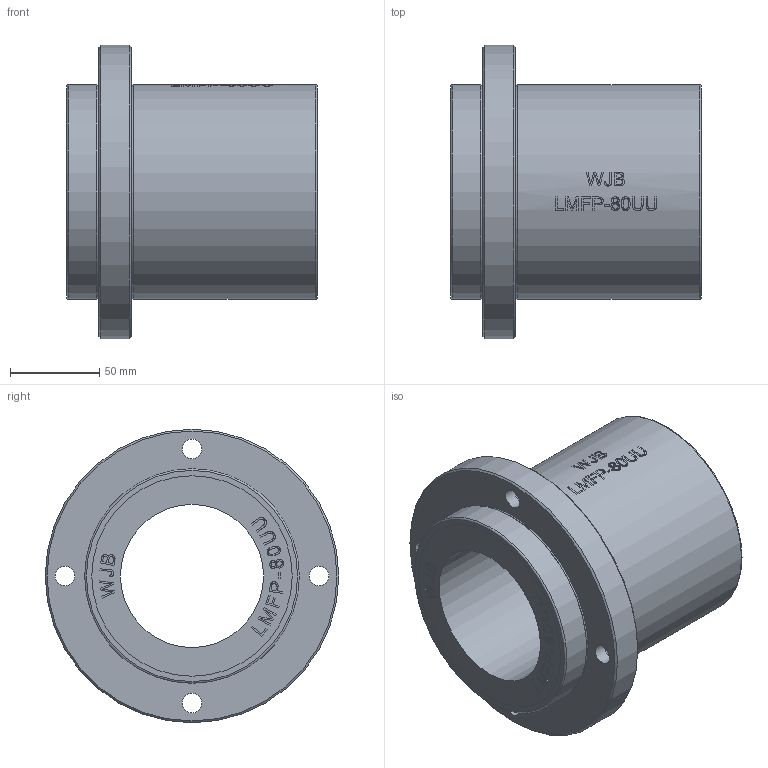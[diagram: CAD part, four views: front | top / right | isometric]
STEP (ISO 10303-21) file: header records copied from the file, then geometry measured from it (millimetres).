
FILE_DESCRIPTION(/* description */ (''),/* implementation_level */ '2;1');
FILE_NAME(/* name */ 'WJB-LMFP-80UU-2.stp',/* time_stamp */ '2019-01-26T19:02:03+08:00',/* author */ (''),/* organization */ (''),/* preprocessor_version */ 'ST-DEVELOPER v11',/* originating_system */ 'SIEMENS UGS NX 6.0',/* authorisation */ '');
FILE_SCHEMA (('CONFIG_CONTROL_DESIGN'));
Length unit declared in the file: millimetre
Products named in the file (1): ROCK97E1xpfd
Bounding box: 140 x 164 x 164 mm (x, y, z)
Volume: 1041479.6 mm3; surface area: 124937.8 mm2
Topology: 1 solids, 1 shells, 357 faces, 885 edges, 592 vertices
Faces by surface type: plane 208, extrusion 111, cylinder 32, torus 4, cone 2
Full cylindrical faces by diameter (mm): 11 x4, 17 x4, 80 x1, 112 x2, 120 x2, 164 x1
Entity records: 13799 total; most frequent: CARTESIAN_POINT 5865, ORIENTED_EDGE 1714, DIRECTION 1224, EDGE_CURVE 857, VERTEX_POINT 584, VECTOR 546, EDGE_LOOP 449, B_SPLINE_CURVE_WITH_KNOTS 441
